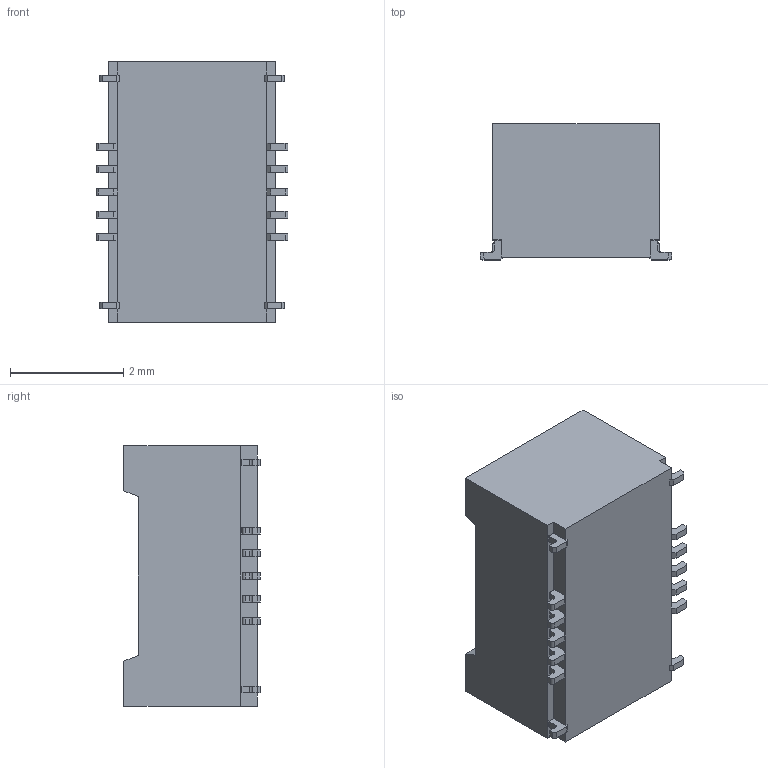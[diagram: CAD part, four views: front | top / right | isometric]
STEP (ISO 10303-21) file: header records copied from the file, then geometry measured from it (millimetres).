
FILE_DESCRIPTION(('CoCreate Modeling STEP Export'),'2;1');
FILE_NAME('DF40HB(2.5)-10DS-0.4V.stp','2014-10-31T11:59:46',(''),(''),'CoCreate Modeling STEP processor for AP214 (Solid Model)','CoCreate Modeling 17.0 01-Apr-2010 (C) Parametric Technology GmbH','');
FILE_SCHEMA(('AUTOMOTIVE_DESIGN { 1 0 10303 214 1 1 1 1 }'));
Length unit declared in the file: millimetre
Products named in the file (1): DF40HB(2.5)-10DS-0.4V
Bounding box: 3.38 x 2.4 x 4.6 mm (x, y, z)
Volume: 23.3 mm3; surface area: 86.1 mm2
Topology: 1 solids, 1 shells, 301 faces, 810 edges, 532 vertices
Faces by surface type: plane 231, cylinder 70
Entity records: 9204 total; most frequent: ORIENTED_EDGE 1620, CARTESIAN_POINT 1614, DIRECTION 1494, EDGE_CURVE 810, VECTOR 670, LINE 670, VERTEX_POINT 532, AXIS2_PLACEMENT_3D 412
